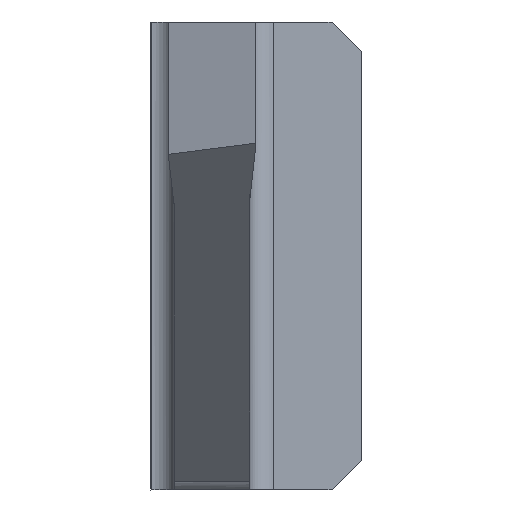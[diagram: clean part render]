
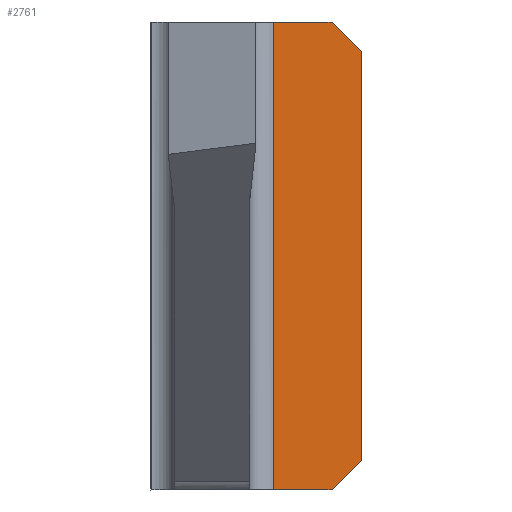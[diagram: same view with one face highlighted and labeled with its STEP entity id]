
A CAD part, front view. The second image highlights one B-rep face of the part: STEP entity #2761.
In plain terms, the highlighted planar face has unit normal (0, -1, 0).
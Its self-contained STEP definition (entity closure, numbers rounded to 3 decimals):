
#90=CARTESIAN_POINT('',(3.6,16.5,-0.5));
#91=DIRECTION('',(0.,0.,-1.));
#92=VECTOR('',#91,7.);
#93=LINE('',#90,#92);
#94=CARTESIAN_POINT('',(3.6,16.5,-0.5));
#95=VERTEX_POINT('',#94);
#96=CARTESIAN_POINT('',(3.6,16.5,-7.5));
#97=VERTEX_POINT('',#96);
#98=EDGE_CURVE('',#95,#97,#93,.T.);
#367=CARTESIAN_POINT('',(3.1,16.5,-8.));
#368=DIRECTION('',(0.707,0.,0.707));
#369=VECTOR('',#368,0.707);
#370=LINE('',#367,#369);
#371=CARTESIAN_POINT('',(3.1,16.5,-8.));
#372=VERTEX_POINT('',#371);
#373=EDGE_CURVE('',#372,#97,#370,.T.);
#528=CARTESIAN_POINT('',(2.094,16.5,-8.));
#529=VERTEX_POINT('',#528);
#540=CARTESIAN_POINT('',(2.094,16.5,-8.));
#541=DIRECTION('',(1.,0.,0.));
#542=VECTOR('',#541,1.006);
#543=LINE('',#540,#542);
#544=EDGE_CURVE('',#529,#372,#543,.T.);
#957=CARTESIAN_POINT('',(3.1,16.5,0.));
#958=VERTEX_POINT('',#957);
#969=CARTESIAN_POINT('',(3.1,16.5,0.));
#970=DIRECTION('',(-1.,0.,0.));
#971=VECTOR('',#970,1.006);
#972=LINE('',#969,#971);
#973=CARTESIAN_POINT('',(2.094,16.5,0.));
#974=VERTEX_POINT('',#973);
#975=EDGE_CURVE('',#958,#974,#972,.T.);
#2172=CARTESIAN_POINT('',(2.094,16.5,-8.));
#2173=DIRECTION('',(0.,0.,1.));
#2174=VECTOR('',#2173,8.);
#2175=LINE('',#2172,#2174);
#2176=EDGE_CURVE('',#529,#974,#2175,.T.);
#2648=CARTESIAN_POINT('',(3.6,16.5,-0.5));
#2649=DIRECTION('',(-0.707,0.,0.707));
#2650=VECTOR('',#2649,0.707);
#2651=LINE('',#2648,#2650);
#2652=EDGE_CURVE('',#95,#958,#2651,.T.);
#2700=CARTESIAN_POINT('',(3.247,16.5,29.73));
#2701=DIRECTION('',(0.,1.,0.));
#2702=DIRECTION('',(0.,0.,1.));
#2703=AXIS2_PLACEMENT_3D('',#2700,#2701,#2702);
#2704=PLANE('',#2703);
#2705=ORIENTED_EDGE('Edge 1246',*,*,#2176,.F.);
#2714=ORIENTED_EDGE('Edge 386',*,*,#975,.T.);
#2723=ORIENTED_EDGE('Edge 295',*,*,#2652,.T.);
#2732=ORIENTED_EDGE('Edge 73',*,*,#98,.F.);
#2741=ORIENTED_EDGE('Edge 268',*,*,#373,.T.);
#2750=ORIENTED_EDGE('Edge 477',*,*,#544,.T.);
#2759=EDGE_LOOP('',(#2750,#2741,#2732,#2723,#2714,#2705));
#2760=FACE_OUTER_BOUND('Loop 1154',#2759,.T.);
#2761=ADVANCED_FACE('Face 1155',(#2760),#2704,.F.);
